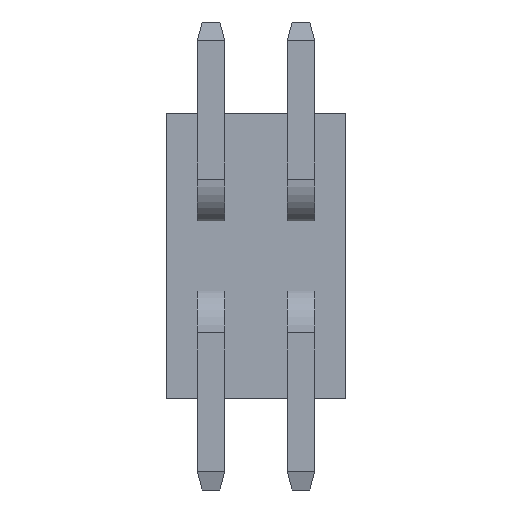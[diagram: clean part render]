
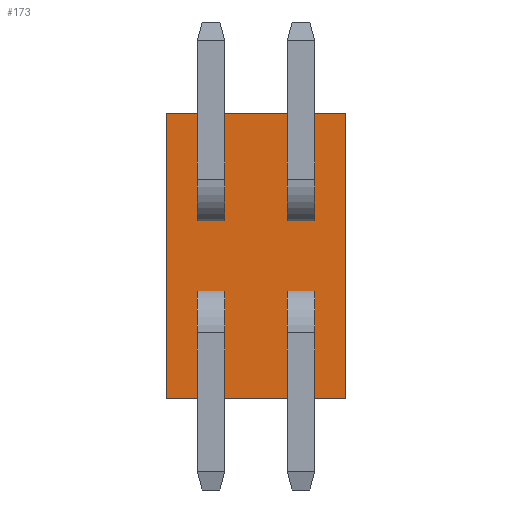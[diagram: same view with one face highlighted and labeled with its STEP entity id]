
A CAD part, front view. The second image highlights one B-rep face of the part: STEP entity #173.
In plain terms, the highlighted planar face has unit normal (0, -1, 0).
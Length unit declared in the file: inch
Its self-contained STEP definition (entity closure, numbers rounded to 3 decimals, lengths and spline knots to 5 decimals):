
#173 = ADVANCED_FACE( '', ( #285 ), #286, .F. );
#285 = FACE_OUTER_BOUND( '', #498, .T. );
#286 = PLANE( '', #499 );
#498 = EDGE_LOOP( '', ( #738, #739, #740, #741 ) );
#499 = AXIS2_PLACEMENT_3D( '', #742, #743, #744 );
#738 = ORIENTED_EDGE( '', *, *, #1587, .T. );
#739 = ORIENTED_EDGE( '', *, *, #1588, .F. );
#740 = ORIENTED_EDGE( '', *, *, #1573, .F. );
#741 = ORIENTED_EDGE( '', *, *, #1586, .T. );
#742 = CARTESIAN_POINT( '', ( 0.03937, 0., 0.0625 ) );
#743 = DIRECTION( '', ( 0., 1., 0. ) );
#744 = DIRECTION( '', ( 0., 0., 1. ) );
#1573 = EDGE_CURVE( '', #1850, #1852, #1853, .T. );
#1586 = EDGE_CURVE( '', #1850, #1874, #1876, .T. );
#1587 = EDGE_CURVE( '', #1874, #1877, #1878, .T. );
#1588 = EDGE_CURVE( '', #1852, #1877, #1879, .T. );
#1850 = VERTEX_POINT( '', #2300 );
#1852 = VERTEX_POINT( '', #2303 );
#1853 = LINE( '', #2304, #2305 );
#1874 = VERTEX_POINT( '', #2337 );
#1876 = LINE( '', #2340, #2341 );
#1877 = VERTEX_POINT( '', #2342 );
#1878 = LINE( '', #2343, #2344 );
#1879 = LINE( '', #2345, #2346 );
#2300 = CARTESIAN_POINT( '', ( 0.03937, 0., 0.0625 ) );
#2303 = CARTESIAN_POINT( '', ( 0.03937, 0., -0.0625 ) );
#2304 = CARTESIAN_POINT( '', ( 0.03937, 0., 0.0625 ) );
#2305 = VECTOR( '', #3005, 39.37008 );
#2337 = CARTESIAN_POINT( '', ( -0.03937, 0., 0.0625 ) );
#2340 = CARTESIAN_POINT( '', ( 0.03937, 0., 0.0625 ) );
#2341 = VECTOR( '', #3018, 39.37008 );
#2342 = CARTESIAN_POINT( '', ( -0.03937, 0., -0.0625 ) );
#2343 = CARTESIAN_POINT( '', ( -0.03937, 0., 0.0625 ) );
#2344 = VECTOR( '', #3019, 39.37008 );
#2345 = CARTESIAN_POINT( '', ( 0.03937, 0., -0.0625 ) );
#2346 = VECTOR( '', #3020, 39.37008 );
#3005 = DIRECTION( '', ( 0., 0., -1. ) );
#3018 = DIRECTION( '', ( -1., 0., 0. ) );
#3019 = DIRECTION( '', ( 0., 0., -1. ) );
#3020 = DIRECTION( '', ( -1., 0., 0. ) );
